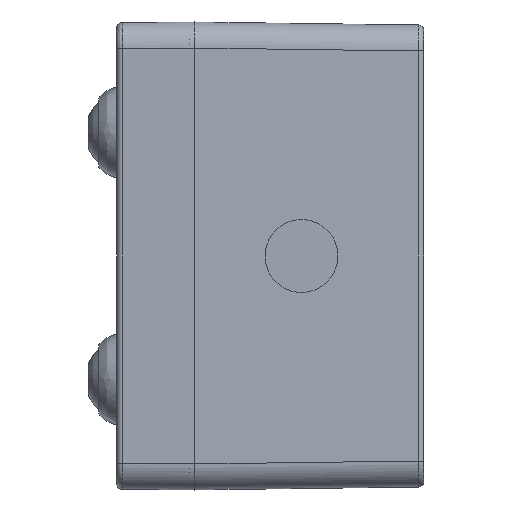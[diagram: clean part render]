
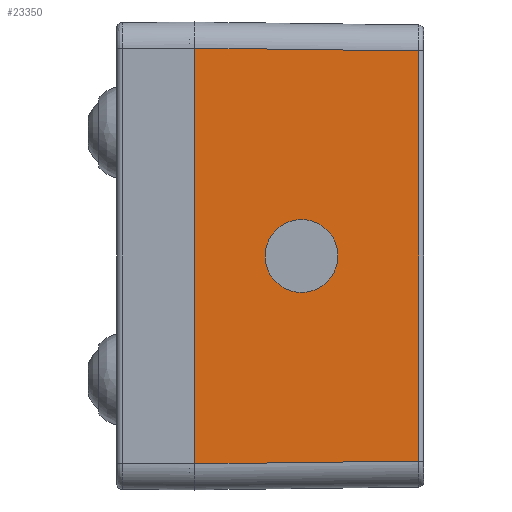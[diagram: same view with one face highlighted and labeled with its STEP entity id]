
A CAD part, left-side view. The second image highlights one B-rep face of the part: STEP entity #23350.
In plain terms, the highlighted face is planar.
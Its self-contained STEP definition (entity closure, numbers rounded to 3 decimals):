
#17314=DIRECTION('',(0.013,0.013,1.));
#17315=VECTOR('',#17314,43.02);
#17316=CARTESIAN_POINT('',(106.7,6.551,
-44.013));
#17317=LINE('',#17316,#17315);
#17318=DIRECTION('',(-0.013,0.013,-1.));
#17319=VECTOR('',#17318,43.02);
#17320=CARTESIAN_POINT('',(107.263,-72.861,-1.));
#17321=LINE('',#17320,#17319);
#17322=CARTESIAN_POINT('',(106.995,-39.873,-21.5));
#17323=CARTESIAN_POINT('',(106.984,-39.873,
-22.325));
#17324=CARTESIAN_POINT('',(106.96,-39.575,
-24.107));
#17325=CARTESIAN_POINT('',(106.928,-37.97,
-26.598));
#17326=CARTESIAN_POINT('',(106.91,-35.899,
-27.933));
#17327=CARTESIAN_POINT('',(106.904,-34.138,
-28.426));
#17328=CARTESIAN_POINT('',(106.902,-32.873,
-28.537));
#17329=CARTESIAN_POINT('',(106.904,-31.609,
-28.426));
#17330=CARTESIAN_POINT('',(106.91,-29.848,
-27.933));
#17331=CARTESIAN_POINT('',(106.928,-27.777,
-26.598));
#17332=CARTESIAN_POINT('',(106.96,-26.172,
-24.107));
#17333=CARTESIAN_POINT('',(106.984,-25.873,
-22.325));
#17334=CARTESIAN_POINT('',(106.995,-25.873,-21.5));
#17336=CARTESIAN_POINT('',(106.995,-25.873,-21.5));
#17337=CARTESIAN_POINT('',(107.005,-25.873,
-20.675));
#17338=CARTESIAN_POINT('',(107.029,-26.172,
-18.893));
#17339=CARTESIAN_POINT('',(107.061,-27.777,
-16.402));
#17340=CARTESIAN_POINT('',(107.079,-29.848,
-15.067));
#17341=CARTESIAN_POINT('',(107.085,-31.609,
-14.574));
#17342=CARTESIAN_POINT('',(107.087,-32.873,
-14.463));
#17343=CARTESIAN_POINT('',(107.085,-34.138,
-14.574));
#17344=CARTESIAN_POINT('',(107.079,-35.899,
-15.067));
#17345=CARTESIAN_POINT('',(107.061,-37.97,
-16.402));
#17346=CARTESIAN_POINT('',(107.029,-39.575,
-18.893));
#17347=CARTESIAN_POINT('',(107.005,-39.873,
-20.675));
#17348=CARTESIAN_POINT('',(106.995,-39.873,-21.5));
#17370=DIRECTION('',(0.,1.,0.));
#17371=VECTOR('',#17370,79.975);
#17372=CARTESIAN_POINT('',(107.263,-72.861,-1.));
#17373=LINE('',#17372,#17371);
#17380=CARTESIAN_POINT('',(107.263,-72.861,-1.));
#17494=DIRECTION('',(0.,-1.,0.));
#17495=VECTOR('',#17494,78.849);
#17496=CARTESIAN_POINT('',(106.7,6.551,
-44.013));
#17497=LINE('',#17496,#17495);
#20128=VERTEX_POINT('',#17380);
#20129=CARTESIAN_POINT('',(107.263,7.114,-1.));
#20130=VERTEX_POINT('',#20129);
#20136=CARTESIAN_POINT('',(106.7,6.551,
-44.013));
#20137=VERTEX_POINT('',#20136);
#20138=CARTESIAN_POINT('',(106.7,-72.298,
-44.013));
#20139=VERTEX_POINT('',#20138);
#20417=VERTEX_POINT('',#17322);
#20418=VERTEX_POINT('',#17334);
#23330=CARTESIAN_POINT('',(107.276,-77.873,0.));
#23331=DIRECTION('',(1.,0.,-0.013));
#23332=DIRECTION('',(0.,-1.,0.));
#23333=AXIS2_PLACEMENT_3D('',#23330,#23331,#23332);
#23334=PLANE('',#23333);
#23336=ORIENTED_EDGE('',*,*,#23335,.T.);
#23338=ORIENTED_EDGE('',*,*,#23337,.F.);
#23340=ORIENTED_EDGE('',*,*,#23339,.T.);
#23342=ORIENTED_EDGE('',*,*,#23341,.F.);
#23343=EDGE_LOOP('',(#23336,#23338,#23340,#23342));
#23344=FACE_OUTER_BOUND('',#23343,.F.);
#23345=ORIENTED_EDGE('',*,*,#23320,.T.);
#23347=ORIENTED_EDGE('',*,*,#23346,.T.);
#23348=EDGE_LOOP('',(#23345,#23347));
#23349=FACE_BOUND('',#23348,.F.);
#23350=ADVANCED_FACE('',(#23344,#23349),#23334,.T.);
#17335=B_SPLINE_CURVE_WITH_KNOTS('',3,(#17322,#17323,#17324,#17325,#17326,
#17327,#17328,#17329,#17330,#17331,#17332,#17333,#17334),.UNSPECIFIED.,.F.,.F.,(
4,1,1,1,1,1,1,1,1,1,4),(0.,0.125,0.25,0.375,0.438,0.5,0.563,
0.625,0.75,0.875,1.),.UNSPECIFIED.);
#17349=B_SPLINE_CURVE_WITH_KNOTS('',3,(#17336,#17337,#17338,#17339,#17340,
#17341,#17342,#17343,#17344,#17345,#17346,#17347,#17348),.UNSPECIFIED.,.F.,.F.,(
4,1,1,1,1,1,1,1,1,1,4),(0.,0.125,0.25,0.375,0.438,0.5,0.563,
0.625,0.75,0.875,1.),.UNSPECIFIED.);
#23320=EDGE_CURVE('',#20417,#20418,#17335,.T.);
#23335=EDGE_CURVE('',#20128,#20130,#17373,.T.);
#23337=EDGE_CURVE('',#20137,#20130,#17317,.T.);
#23339=EDGE_CURVE('',#20137,#20139,#17497,.T.);
#23341=EDGE_CURVE('',#20128,#20139,#17321,.T.);
#23346=EDGE_CURVE('',#20418,#20417,#17349,.T.);
